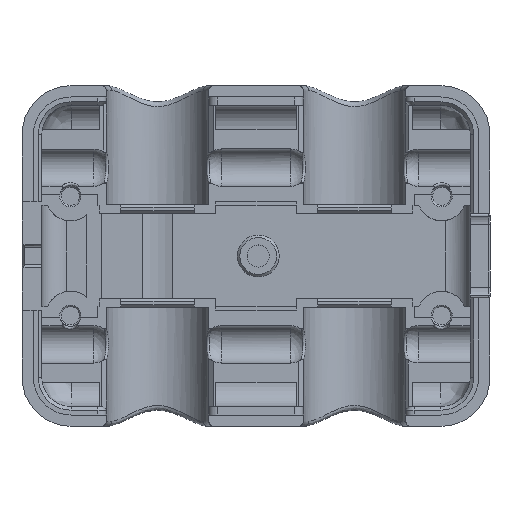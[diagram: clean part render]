
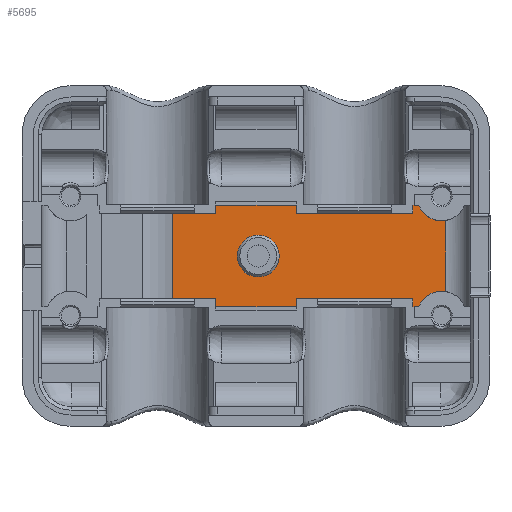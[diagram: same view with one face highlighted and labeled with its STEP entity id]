
A CAD part, top view. The second image highlights one B-rep face of the part: STEP entity #5695.
In plain terms, the highlighted planar face has unit normal (0, 0, 1).
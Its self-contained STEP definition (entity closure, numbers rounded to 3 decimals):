
#250=FACE_BOUND('',#943,.T.);
#263=CIRCLE('',#5927,2.5);
#398=CIRCLE('',#6165,2.5);
#399=CIRCLE('',#6166,2.125);
#622=FACE_OUTER_BOUND('',#942,.T.);
#942=EDGE_LOOP('',(#4480,#4481,#4482,#4483,#4484,#4485,#4486,#4487,#4488,
#4489,#4490,#4491,#4492,#4493,#4494,#4495,#4496,#4497));
#943=EDGE_LOOP('',(#4498));
#1181=LINE('',#8137,#1719);
#1271=LINE('',#8805,#1809);
#1278=LINE('',#8820,#1816);
#1292=LINE('',#8848,#1830);
#1302=LINE('',#8870,#1840);
#1461=LINE('',#9687,#1999);
#1491=LINE('',#10744,#2029);
#1492=LINE('',#10746,#2030);
#1493=LINE('',#10749,#2031);
#1494=LINE('',#10751,#2032);
#1495=LINE('',#10752,#2033);
#1496=LINE('',#10754,#2034);
#1497=LINE('',#10756,#2035);
#1498=LINE('',#10757,#2036);
#1499=LINE('',#10758,#2037);
#1500=LINE('',#10759,#2038);
#1719=VECTOR('',#6509,10.);
#1809=VECTOR('',#6733,10.);
#1816=VECTOR('',#6742,10.);
#1830=VECTOR('',#6762,10.);
#1840=VECTOR('',#6780,10.);
#1999=VECTOR('',#7183,10.);
#2029=VECTOR('',#7323,10.);
#2030=VECTOR('',#7324,10.);
#2031=VECTOR('',#7327,10.);
#2032=VECTOR('',#7328,10.);
#2033=VECTOR('',#7329,10.);
#2034=VECTOR('',#7330,10.);
#2035=VECTOR('',#7331,10.);
#2036=VECTOR('',#7332,10.);
#2037=VECTOR('',#7333,10.);
#2038=VECTOR('',#7334,10.);
#2248=VERTEX_POINT('',#8134);
#2249=VERTEX_POINT('',#8136);
#2279=VERTEX_POINT('',#8213);
#2280=VERTEX_POINT('',#8215);
#2367=VERTEX_POINT('',#8802);
#2368=VERTEX_POINT('',#8804);
#2374=VERTEX_POINT('',#8817);
#2375=VERTEX_POINT('',#8819);
#2384=VERTEX_POINT('',#8841);
#2386=VERTEX_POINT('',#8846);
#2394=VERTEX_POINT('',#8869);
#2631=VERTEX_POINT('',#10742);
#2632=VERTEX_POINT('',#10743);
#2633=VERTEX_POINT('',#10745);
#2634=VERTEX_POINT('',#10747);
#2635=VERTEX_POINT('',#10750);
#2636=VERTEX_POINT('',#10753);
#2637=VERTEX_POINT('',#10755);
#2638=VERTEX_POINT('',#10760);
#2821=EDGE_CURVE('',#2249,#2248,#1181,.T.);
#2855=EDGE_CURVE('',#2280,#2279,#263,.T.);
#2965=EDGE_CURVE('',#2368,#2367,#1271,.T.);
#2972=EDGE_CURVE('',#2375,#2374,#1278,.T.);
#2986=EDGE_CURVE('',#2384,#2386,#1292,.T.);
#2997=EDGE_CURVE('',#2394,#2384,#1302,.T.);
#3243=EDGE_CURVE('',#2367,#2394,#1461,.T.);
#3331=EDGE_CURVE('',#2631,#2632,#1491,.F.);
#3332=EDGE_CURVE('',#2632,#2633,#1492,.T.);
#3333=EDGE_CURVE('',#2633,#2634,#398,.T.);
#3334=EDGE_CURVE('',#2634,#2280,#1493,.T.);
#3335=EDGE_CURVE('',#2279,#2635,#1494,.T.);
#3336=EDGE_CURVE('',#2635,#2249,#1495,.T.);
#3337=EDGE_CURVE('',#2248,#2636,#1496,.T.);
#3338=EDGE_CURVE('',#2636,#2637,#1497,.T.);
#3339=EDGE_CURVE('',#2637,#2368,#1498,.T.);
#3340=EDGE_CURVE('',#2386,#2375,#1499,.T.);
#3341=EDGE_CURVE('',#2631,#2374,#1500,.T.);
#3342=EDGE_CURVE('',#2638,#2638,#399,.T.);
#4480=ORIENTED_EDGE('',*,*,#3331,.T.);
#4481=ORIENTED_EDGE('',*,*,#3332,.T.);
#4482=ORIENTED_EDGE('',*,*,#3333,.T.);
#4483=ORIENTED_EDGE('',*,*,#3334,.T.);
#4484=ORIENTED_EDGE('',*,*,#2855,.T.);
#4485=ORIENTED_EDGE('',*,*,#3335,.T.);
#4486=ORIENTED_EDGE('',*,*,#3336,.T.);
#4487=ORIENTED_EDGE('',*,*,#2821,.T.);
#4488=ORIENTED_EDGE('',*,*,#3337,.T.);
#4489=ORIENTED_EDGE('',*,*,#3338,.T.);
#4490=ORIENTED_EDGE('',*,*,#3339,.T.);
#4491=ORIENTED_EDGE('',*,*,#2965,.T.);
#4492=ORIENTED_EDGE('',*,*,#3243,.T.);
#4493=ORIENTED_EDGE('',*,*,#2997,.T.);
#4494=ORIENTED_EDGE('',*,*,#2986,.T.);
#4495=ORIENTED_EDGE('',*,*,#3340,.T.);
#4496=ORIENTED_EDGE('',*,*,#2972,.T.);
#4497=ORIENTED_EDGE('',*,*,#3341,.F.);
#4498=ORIENTED_EDGE('',*,*,#3342,.T.);
#5468=PLANE('',#6164);
#5695=ADVANCED_FACE('',(#622,#250),#5468,.F.);
#5927=AXIS2_PLACEMENT_3D('',#8216,#6561,#6562);
#6164=AXIS2_PLACEMENT_3D('',#10741,#7321,#7322);
#6165=AXIS2_PLACEMENT_3D('',#10748,#7325,#7326);
#6166=AXIS2_PLACEMENT_3D('',#10761,#7335,#7336);
#6509=DIRECTION('',(-1.,0.,0.));
#6561=DIRECTION('center_axis',(0.,0.,-1.));
#6562=DIRECTION('ref_axis',(1.,0.,0.));
#6733=DIRECTION('',(-1.,0.,0.));
#6742=DIRECTION('',(0.,1.,0.));
#6762=DIRECTION('',(0.,-1.,0.));
#6780=DIRECTION('',(1.,0.,0.));
#7183=DIRECTION('',(0.,-1.,0.));
#7321=DIRECTION('center_axis',(0.,0.,-1.));
#7322=DIRECTION('ref_axis',(-1.,0.,0.));
#7323=DIRECTION('',(0.,1.,0.));
#7324=DIRECTION('',(1.,0.,0.));
#7325=DIRECTION('center_axis',(0.,0.,-1.));
#7326=DIRECTION('ref_axis',(1.,0.,0.));
#7327=DIRECTION('',(0.,1.,0.));
#7328=DIRECTION('',(-1.,0.,0.));
#7329=DIRECTION('',(0.,-1.,0.));
#7330=DIRECTION('',(0.,1.,0.));
#7331=DIRECTION('',(-1.,0.,0.));
#7332=DIRECTION('',(0.,-1.,0.));
#7333=DIRECTION('',(1.,0.,0.));
#7334=DIRECTION('',(-1.,0.,0.));
#7335=DIRECTION('center_axis',(0.,0.,-1.));
#7336=DIRECTION('ref_axis',(1.,0.,0.));
#8134=CARTESIAN_POINT('',(14.104,12.85,-5.));
#8136=CARTESIAN_POINT('',(25.996,12.85,-5.));
#8137=CARTESIAN_POINT('',(12.065,12.85,-5.));
#8213=CARTESIAN_POINT('',(26.6,13.653,-5.));
#8215=CARTESIAN_POINT('',(29.35,12.114,-5.));
#8216=CARTESIAN_POINT('Origin',(28.923,14.578,-5.));
#8802=CARTESIAN_POINT('',(1.517,12.85,-5.));
#8804=CARTESIAN_POINT('',(5.946,12.85,-5.));
#8805=CARTESIAN_POINT('',(1.388,12.85,-5.));
#8817=CARTESIAN_POINT('',(14.104,4.15,-5.));
#8819=CARTESIAN_POINT('',(14.104,3.347,-5.));
#8820=CARTESIAN_POINT('',(14.104,-0.172,-5.));
#8841=CARTESIAN_POINT('',(5.946,4.15,-5.));
#8846=CARTESIAN_POINT('',(5.946,3.347,-5.));
#8848=CARTESIAN_POINT('',(5.946,6.325,-5.));
#8869=CARTESIAN_POINT('',(1.517,4.15,-5.));
#8870=CARTESIAN_POINT('',(2.04,4.15,-5.));
#9687=CARTESIAN_POINT('',(1.517,-8.844,-5.));
#10741=CARTESIAN_POINT('Origin',(10.025,8.5,-5.));
#10742=CARTESIAN_POINT('',(25.996,4.15,-5.));
#10743=CARTESIAN_POINT('',(25.996,3.347,-5.));
#10744=CARTESIAN_POINT('',(25.996,7.25,-5.));
#10745=CARTESIAN_POINT('',(26.6,3.347,-5.));
#10746=CARTESIAN_POINT('',(-0.887,3.347,-5.));
#10747=CARTESIAN_POINT('',(29.35,4.886,-5.));
#10748=CARTESIAN_POINT('Origin',(28.923,2.422,-5.));
#10749=CARTESIAN_POINT('',(29.35,-0.172,-5.));
#10750=CARTESIAN_POINT('',(25.996,13.653,-5.));
#10751=CARTESIAN_POINT('',(-0.887,13.653,-5.));
#10752=CARTESIAN_POINT('',(25.996,10.675,-5.));
#10753=CARTESIAN_POINT('',(14.104,13.653,-5.));
#10754=CARTESIAN_POINT('',(14.104,17.172,-5.));
#10755=CARTESIAN_POINT('',(5.946,13.653,-5.));
#10756=CARTESIAN_POINT('',(-0.887,13.653,-5.));
#10757=CARTESIAN_POINT('',(5.946,10.675,-5.));
#10758=CARTESIAN_POINT('',(-0.887,3.347,-5.));
#10759=CARTESIAN_POINT('',(17.699,4.15,-5.));
#10760=CARTESIAN_POINT('',(8.128,8.5,-5.));
#10761=CARTESIAN_POINT('Origin',(10.253,8.5,-5.));
